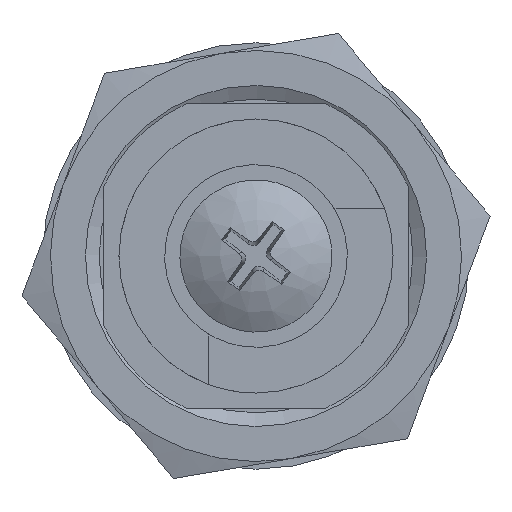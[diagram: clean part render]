
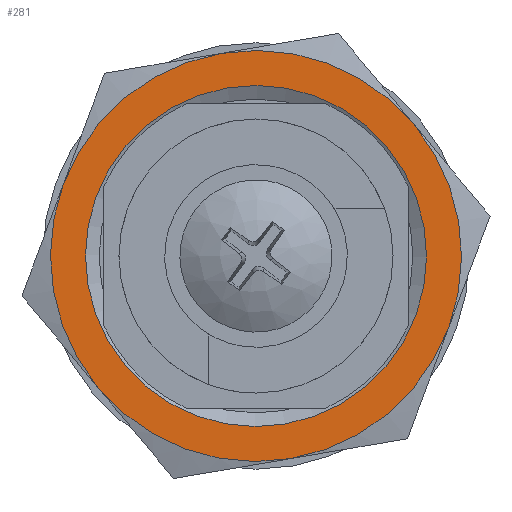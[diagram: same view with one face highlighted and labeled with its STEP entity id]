
A CAD part, front view. The second image highlights one B-rep face of the part: STEP entity #281.
In plain terms, the highlighted planar face has unit normal (0, -1, 0).
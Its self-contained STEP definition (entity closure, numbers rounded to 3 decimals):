
#281=ADVANCED_FACE('',(#466,#467),#468,.F.);
#466=FACE_BOUND('',#1076,.T.);
#467=FACE_OUTER_BOUND('',#1077,.T.);
#468=PLANE('',#1078);
#1076=EDGE_LOOP('',(#1791));
#1077=EDGE_LOOP('',(#1792,#1793,#1794,#1795,#1796,#1797));
#1078=AXIS2_PLACEMENT_3D('',#1798,#1799,#1800);
#1791=ORIENTED_EDGE('',*,*,#2293,.T.);
#1792=ORIENTED_EDGE('',*,*,#2283,.T.);
#1793=ORIENTED_EDGE('',*,*,#2315,.T.);
#1794=ORIENTED_EDGE('',*,*,#2316,.T.);
#1795=ORIENTED_EDGE('',*,*,#2317,.T.);
#1796=ORIENTED_EDGE('',*,*,#2318,.T.);
#1797=ORIENTED_EDGE('',*,*,#2319,.F.);
#1798=CARTESIAN_POINT('',(-5.417,-10.0,-14.617));
#1799=DIRECTION('',(0.,1.0,0.));
#1800=DIRECTION('',(-0.77,0.,-0.638));
#2283=EDGE_CURVE('',#2751,#2754,#2756,.F.);
#2293=EDGE_CURVE('',#2775,#2775,#2776,.T.);
#2315=EDGE_CURVE('',#2754,#2809,#2810,.F.);
#2316=EDGE_CURVE('',#2809,#2811,#2812,.F.);
#2317=EDGE_CURVE('',#2811,#2758,#2813,.F.);
#2318=EDGE_CURVE('',#2758,#2777,#2814,.F.);
#2319=EDGE_CURVE('',#2751,#2777,#2815,.T.);
#2751=VERTEX_POINT('',#4247);
#2754=VERTEX_POINT('',#4255);
#2756=CIRCLE('',#4262,13.5);
#2758=VERTEX_POINT('',#4264);
#2775=VERTEX_POINT('',#4303);
#2776=CIRCLE('',#4304,11.2);
#2777=VERTEX_POINT('',#4305);
#2809=VERTEX_POINT('',#4404);
#2810=CIRCLE('',#4405,13.5);
#2811=VERTEX_POINT('',#4406);
#2812=CIRCLE('',#4407,13.5);
#2813=CIRCLE('',#4408,13.5);
#2814=CIRCLE('',#4409,13.5);
#2815=CIRCLE('',#4410,13.5);
#4247=CARTESIAN_POINT('',(12.659,-10.0,-4.692));
#4255=CARTESIAN_POINT('',(10.392,-10.0,8.617));
#4262=AXIS2_PLACEMENT_3D('',#4733,#4734,#4735);
#4264=CARTESIAN_POINT('',(-10.392,-10.0,-8.617));
#4303=CARTESIAN_POINT('',(11.041,-10.0,1.88));
#4304=AXIS2_PLACEMENT_3D('',#4747,#4748,#4749);
#4305=CARTESIAN_POINT('',(2.266,-10.0,-13.308));
#4404=CARTESIAN_POINT('',(-2.266,-10.0,13.308));
#4405=AXIS2_PLACEMENT_3D('',#4770,#4771,#4772);
#4406=CARTESIAN_POINT('',(-12.659,-10.0,4.692));
#4407=AXIS2_PLACEMENT_3D('',#4773,#4774,#4775);
#4408=AXIS2_PLACEMENT_3D('',#4776,#4777,#4778);
#4409=AXIS2_PLACEMENT_3D('',#4779,#4780,#4781);
#4410=AXIS2_PLACEMENT_3D('',#4782,#4783,#4784);
#4733=CARTESIAN_POINT('',(0.,-10.0,0.));
#4734=DIRECTION('',(0.,1.0,0.));
#4735=DIRECTION('',(0.986,0.,0.168));
#4747=CARTESIAN_POINT('',(0.,-10.0,0.));
#4748=DIRECTION('',(0.,1.0,0.));
#4749=DIRECTION('',(0.986,0.,0.168));
#4770=CARTESIAN_POINT('',(0.,-10.0,0.));
#4771=DIRECTION('',(0.,1.0,0.));
#4772=DIRECTION('',(0.986,0.,0.168));
#4773=CARTESIAN_POINT('',(0.,-10.0,0.));
#4774=DIRECTION('',(0.,1.0,0.));
#4775=DIRECTION('',(0.986,0.,0.168));
#4776=CARTESIAN_POINT('',(0.,-10.0,0.));
#4777=DIRECTION('',(0.,1.0,0.));
#4778=DIRECTION('',(0.986,0.,0.168));
#4779=CARTESIAN_POINT('',(0.,-10.0,0.));
#4780=DIRECTION('',(0.,1.0,0.));
#4781=DIRECTION('',(0.986,0.,0.168));
#4782=CARTESIAN_POINT('',(0.,-10.0,0.));
#4783=DIRECTION('',(0.,1.0,0.));
#4784=DIRECTION('',(0.986,0.,0.168));
